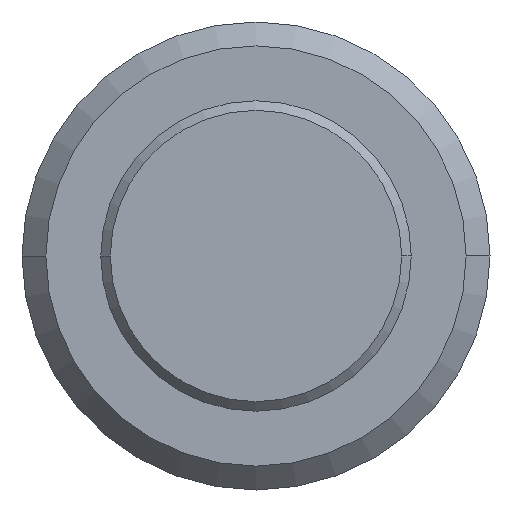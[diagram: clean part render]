
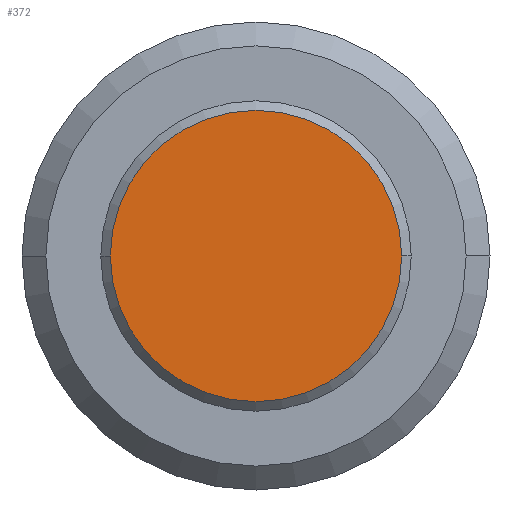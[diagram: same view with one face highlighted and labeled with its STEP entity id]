
A CAD part, front view. The second image highlights one B-rep face of the part: STEP entity #372.
In plain terms, the highlighted planar face has unit normal (0, -1, 0).
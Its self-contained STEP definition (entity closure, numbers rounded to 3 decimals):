
#28 = CARTESIAN_POINT ( 'NONE',  ( 15.25, 0., 0. ) ) ;
#47 = DIRECTION ( 'NONE',  ( 0., 1., 0. ) ) ;
#63 = CARTESIAN_POINT ( 'NONE',  ( 0., 0., 0. ) ) ;
#72 = DIRECTION ( 'NONE',  ( -1., 0., 0. ) ) ;
#79 = DIRECTION ( 'NONE',  ( -1., 0., 0. ) ) ;
#90 = CARTESIAN_POINT ( 'NONE',  ( 0., 0., 0. ) ) ;
#102 = PLANE ( 'NONE',  #159 ) ;
#110 = CARTESIAN_POINT ( 'NONE',  ( -15.25, 0., 0. ) ) ;
#114 = DIRECTION ( 'NONE',  ( 0., 1., 0. ) ) ;
#117 = DIRECTION ( 'NONE',  ( 0., 1., 0. ) ) ;
#132 = CARTESIAN_POINT ( 'NONE',  ( 0., 0., 0. ) ) ;
#145 = DIRECTION ( 'NONE',  ( -1., 0., 0. ) ) ;
#153 = AXIS2_PLACEMENT_3D ( 'NONE', #132, #114, #79 ) ;
#156 = AXIS2_PLACEMENT_3D ( 'NONE', #63, #117, #72 ) ;
#159 = AXIS2_PLACEMENT_3D ( 'NONE', #90, #47, #145 ) ;
#202 = EDGE_CURVE ( 'NONE', #228, #244, #282, .T. ) ;
#207 = EDGE_CURVE ( 'NONE', #244, #228, #267, .T. ) ;
#228 = VERTEX_POINT ( 'NONE', #28 ) ;
#237 = EDGE_LOOP ( 'NONE', ( #240, #238 ) ) ;
#238 = ORIENTED_EDGE ( 'NONE', *, *, #202, .F. ) ;
#240 = ORIENTED_EDGE ( 'NONE', *, *, #207, .F. ) ;
#244 = VERTEX_POINT ( 'NONE', #110 ) ;
#267 = CIRCLE ( 'NONE', #156, 15.25 ) ;
#282 = CIRCLE ( 'NONE', #153, 15.25 ) ;
#343 = FACE_OUTER_BOUND ( 'NONE', #237, .T. ) ;
#372 = ADVANCED_FACE ( 'NONE', ( #343 ), #102, .F. ) ;
